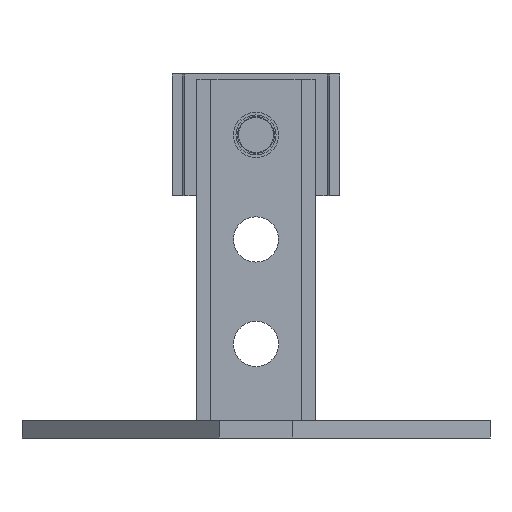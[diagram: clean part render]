
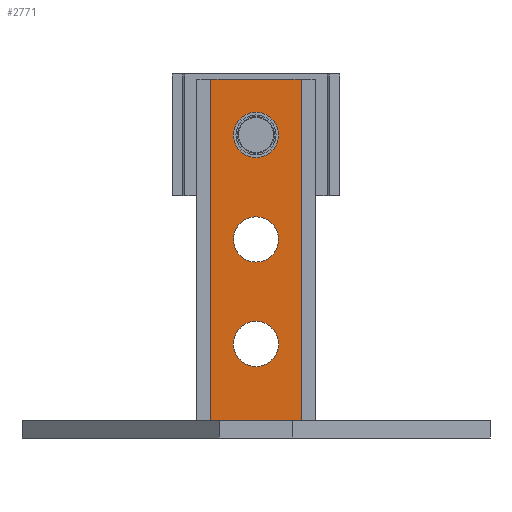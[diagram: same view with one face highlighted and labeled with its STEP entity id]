
A CAD part, front view. The second image highlights one B-rep face of the part: STEP entity #2771.
In plain terms, the highlighted planar face has unit normal (0, -1, 0).
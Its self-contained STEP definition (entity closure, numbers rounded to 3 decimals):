
#112 = CARTESIAN_POINT ( 'NONE',  ( 0., 0., 10.5 ) ) ;
#124 = CARTESIAN_POINT ( 'NONE',  ( 10., 0., 50. ) ) ;
#142 = VERTEX_POINT ( 'NONE', #1348 ) ;
#154 = VERTEX_POINT ( 'NONE', #112 ) ;
#195 = CARTESIAN_POINT ( 'NONE',  ( -13., 0., 0. ) ) ;
#199 = CARTESIAN_POINT ( 'NONE',  ( -10., 0., -50. ) ) ;
#239 = CIRCLE ( 'NONE', #2137, 6.5 ) ;
#244 = DIRECTION ( 'NONE',  ( 0., -1., 0. ) ) ;
#267 = CARTESIAN_POINT ( 'NONE',  ( 0., 0., 4. ) ) ;
#293 = AXIS2_PLACEMENT_3D ( 'NONE', #1270, #2331, #2343 ) ;
#296 = VERTEX_POINT ( 'NONE', #3247 ) ;
#318 = EDGE_CURVE ( 'NONE', #624, #2400, #1969, .T. ) ;
#407 = VECTOR ( 'NONE', #2780, 1000. ) ;
#445 = AXIS2_PLACEMENT_3D ( 'NONE', #1610, #2123, #2170 ) ;
#513 = CARTESIAN_POINT ( 'NONE',  ( 0., 0., -50. ) ) ;
#524 = VERTEX_POINT ( 'NONE', #3241 ) ;
#574 = CARTESIAN_POINT ( 'NONE',  ( 0., 0., 4. ) ) ;
#583 = VERTEX_POINT ( 'NONE', #2966 ) ;
#624 = VERTEX_POINT ( 'NONE', #2786 ) ;
#638 = ORIENTED_EDGE ( 'NONE', *, *, #3031, .T. ) ;
#649 = DIRECTION ( 'NONE',  ( -1., 0., 0. ) ) ;
#664 = EDGE_CURVE ( 'NONE', #2971, #710, #3125, .T. ) ;
#667 = CARTESIAN_POINT ( 'NONE',  ( -10., 0., 50. ) ) ;
#710 = VERTEX_POINT ( 'NONE', #3371 ) ;
#739 = DIRECTION ( 'NONE',  ( 0., 0., -1. ) ) ;
#752 = DIRECTION ( 'NONE',  ( -1., 0., 0. ) ) ;
#761 = CARTESIAN_POINT ( 'NONE',  ( 0., 0., 50. ) ) ;
#771 = CIRCLE ( 'NONE', #2703, 6.5 ) ;
#791 = ORIENTED_EDGE ( 'NONE', *, *, #2161, .T. ) ;
#798 = VERTEX_POINT ( 'NONE', #954 ) ;
#811 = ORIENTED_EDGE ( 'NONE', *, *, #1444, .F. ) ;
#820 = ORIENTED_EDGE ( 'NONE', *, *, #945, .T. ) ;
#825 = CIRCLE ( 'NONE', #879, 6.5 ) ;
#839 = CARTESIAN_POINT ( 'NONE',  ( 0., 0., 34. ) ) ;
#875 = AXIS2_PLACEMENT_3D ( 'NONE', #1632, #1111, #1645 ) ;
#879 = AXIS2_PLACEMENT_3D ( 'NONE', #267, #2370, #739 ) ;
#904 = CARTESIAN_POINT ( 'NONE',  ( 0., 0., 40.5 ) ) ;
#917 = LINE ( 'NONE', #667, #921 ) ;
#921 = VECTOR ( 'NONE', #649, 1000. ) ;
#945 = EDGE_CURVE ( 'NONE', #798, #710, #2365, .T. ) ;
#954 = CARTESIAN_POINT ( 'NONE',  ( 13., 0., -50. ) ) ;
#999 = VECTOR ( 'NONE', #3380, 1000. ) ;
#1006 = EDGE_LOOP ( 'NONE', ( #811, #1039 ) ) ;
#1025 = VECTOR ( 'NONE', #3387, 1000. ) ;
#1039 = ORIENTED_EDGE ( 'NONE', *, *, #1893, .F. ) ;
#1079 = CARTESIAN_POINT ( 'NONE',  ( -17., 0., -50. ) ) ;
#1107 = VECTOR ( 'NONE', #2361, 1000. ) ;
#1111 = DIRECTION ( 'NONE',  ( 0., -1., 0. ) ) ;
#1117 = PLANE ( 'NONE',  #445 ) ;
#1164 = ORIENTED_EDGE ( 'NONE', *, *, #1853, .F. ) ;
#1174 = CARTESIAN_POINT ( 'NONE',  ( 0., 0., -19.5 ) ) ;
#1270 = CARTESIAN_POINT ( 'NONE',  ( 0., 0., -26. ) ) ;
#1325 = VECTOR ( 'NONE', #752, 1000. ) ;
#1338 = LINE ( 'NONE', #1877, #1107 ) ;
#1348 = CARTESIAN_POINT ( 'NONE',  ( -13., 0., -50. ) ) ;
#1351 = ORIENTED_EDGE ( 'NONE', *, *, #2228, .T. ) ;
#1358 = EDGE_CURVE ( 'NONE', #583, #142, #2541, .T. ) ;
#1444 = EDGE_CURVE ( 'NONE', #296, #3148, #771, .T. ) ;
#1546 = ORIENTED_EDGE ( 'NONE', *, *, #2219, .F. ) ;
#1550 = VECTOR ( 'NONE', #1925, 1000. ) ;
#1610 = CARTESIAN_POINT ( 'NONE',  ( 0., 0., 0. ) ) ;
#1611 = VERTEX_POINT ( 'NONE', #2595 ) ;
#1614 = DIRECTION ( 'NONE',  ( 0., -1., 0. ) ) ;
#1623 = FACE_BOUND ( 'NONE', #1795, .T. ) ;
#1626 = VERTEX_POINT ( 'NONE', #2239 ) ;
#1627 = ORIENTED_EDGE ( 'NONE', *, *, #664, .F. ) ;
#1632 = CARTESIAN_POINT ( 'NONE',  ( 0., 0., 34. ) ) ;
#1645 = DIRECTION ( 'NONE',  ( 0., 0., -1. ) ) ;
#1743 = ORIENTED_EDGE ( 'NONE', *, *, #318, .F. ) ;
#1795 = EDGE_LOOP ( 'NONE', ( #1743, #2649 ) ) ;
#1822 = ORIENTED_EDGE ( 'NONE', *, *, #2419, .T. ) ;
#1853 = EDGE_CURVE ( 'NONE', #2906, #142, #2647, .T. ) ;
#1856 = CARTESIAN_POINT ( 'NONE',  ( 17., 0., 50. ) ) ;
#1864 = CIRCLE ( 'NONE', #875, 6.5 ) ;
#1865 = EDGE_CURVE ( 'NONE', #2400, #624, #2525, .T. ) ;
#1877 = CARTESIAN_POINT ( 'NONE',  ( 10., 0., -50. ) ) ;
#1893 = EDGE_CURVE ( 'NONE', #3148, #296, #1864, .T. ) ;
#1914 = FACE_BOUND ( 'NONE', #3107, .T. ) ;
#1925 = DIRECTION ( 'NONE',  ( 0., 0., 1. ) ) ;
#1969 = CIRCLE ( 'NONE', #2587, 6.5 ) ;
#2091 = CARTESIAN_POINT ( 'NONE',  ( 13., 0., 0. ) ) ;
#2097 = LINE ( 'NONE', #1856, #1325 ) ;
#2123 = DIRECTION ( 'NONE',  ( 0., -1., 0. ) ) ;
#2137 = AXIS2_PLACEMENT_3D ( 'NONE', #574, #1614, #2247 ) ;
#2161 = EDGE_CURVE ( 'NONE', #2906, #1611, #2312, .T. ) ;
#2170 = DIRECTION ( 'NONE',  ( 0., 0., -1. ) ) ;
#2219 = EDGE_CURVE ( 'NONE', #154, #1626, #825, .T. ) ;
#2228 = EDGE_CURVE ( 'NONE', #2971, #524, #2097, .T. ) ;
#2239 = CARTESIAN_POINT ( 'NONE',  ( 0., 0., -2.5 ) ) ;
#2247 = DIRECTION ( 'NONE',  ( 0., 0., -1. ) ) ;
#2312 = LINE ( 'NONE', #1079, #999 ) ;
#2326 = DIRECTION ( 'NONE',  ( 0., 0., -1. ) ) ;
#2331 = DIRECTION ( 'NONE',  ( 0., -1., 0. ) ) ;
#2343 = DIRECTION ( 'NONE',  ( 0., 0., -1. ) ) ;
#2361 = DIRECTION ( 'NONE',  ( 1., 0., 0. ) ) ;
#2365 = LINE ( 'NONE', #2091, #1550 ) ;
#2370 = DIRECTION ( 'NONE',  ( 0., -1., 0. ) ) ;
#2371 = EDGE_CURVE ( 'NONE', #1626, #154, #239, .T. ) ;
#2400 = VERTEX_POINT ( 'NONE', #1174 ) ;
#2407 = VECTOR ( 'NONE', #3185, 1000. ) ;
#2419 = EDGE_CURVE ( 'NONE', #524, #583, #917, .T. ) ;
#2445 = DIRECTION ( 'NONE',  ( 0., 0., -1. ) ) ;
#2464 = DIRECTION ( 'NONE',  ( 0., -1., 0. ) ) ;
#2521 = ORIENTED_EDGE ( 'NONE', *, *, #1358, .T. ) ;
#2525 = CIRCLE ( 'NONE', #293, 6.5 ) ;
#2541 = LINE ( 'NONE', #195, #407 ) ;
#2556 = CARTESIAN_POINT ( 'NONE',  ( 0., 0., -26. ) ) ;
#2587 = AXIS2_PLACEMENT_3D ( 'NONE', #2556, #244, #2326 ) ;
#2595 = CARTESIAN_POINT ( 'NONE',  ( 10., 0., -50. ) ) ;
#2631 = ORIENTED_EDGE ( 'NONE', *, *, #2371, .F. ) ;
#2647 = LINE ( 'NONE', #513, #2407 ) ;
#2649 = ORIENTED_EDGE ( 'NONE', *, *, #1865, .F. ) ;
#2703 = AXIS2_PLACEMENT_3D ( 'NONE', #839, #2464, #2445 ) ;
#2771 = ADVANCED_FACE ( 'NONE', ( #1914, #2984, #3174, #1623 ), #1117, .T. ) ;
#2780 = DIRECTION ( 'NONE',  ( 0., 0., -1. ) ) ;
#2786 = CARTESIAN_POINT ( 'NONE',  ( 0., 0., -32.5 ) ) ;
#2906 = VERTEX_POINT ( 'NONE', #199 ) ;
#2966 = CARTESIAN_POINT ( 'NONE',  ( -13., 0., 50. ) ) ;
#2971 = VERTEX_POINT ( 'NONE', #124 ) ;
#2984 = FACE_BOUND ( 'NONE', #1006, .T. ) ;
#3031 = EDGE_CURVE ( 'NONE', #1611, #798, #1338, .T. ) ;
#3107 = EDGE_LOOP ( 'NONE', ( #2631, #1546 ) ) ;
#3125 = LINE ( 'NONE', #761, #1025 ) ;
#3148 = VERTEX_POINT ( 'NONE', #904 ) ;
#3174 = FACE_OUTER_BOUND ( 'NONE', #3299, .T. ) ;
#3185 = DIRECTION ( 'NONE',  ( -1., 0., 0. ) ) ;
#3241 = CARTESIAN_POINT ( 'NONE',  ( -10., 0., 50. ) ) ;
#3247 = CARTESIAN_POINT ( 'NONE',  ( 0., 0., 27.5 ) ) ;
#3299 = EDGE_LOOP ( 'NONE', ( #791, #638, #820, #1627, #1351, #1822, #2521, #1164 ) ) ;
#3371 = CARTESIAN_POINT ( 'NONE',  ( 13., 0., 50. ) ) ;
#3380 = DIRECTION ( 'NONE',  ( 1., 0., 0. ) ) ;
#3387 = DIRECTION ( 'NONE',  ( 1., 0., 0. ) ) ;
